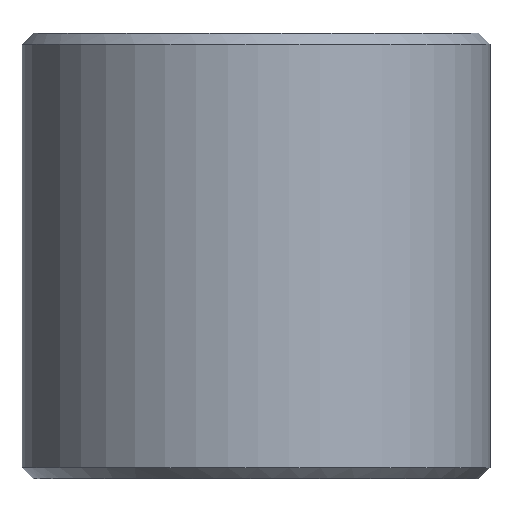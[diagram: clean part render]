
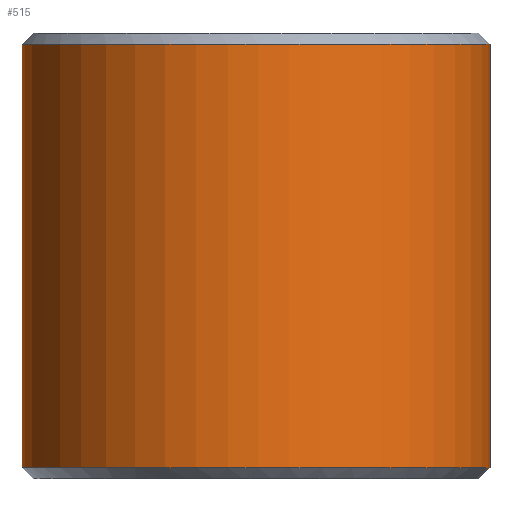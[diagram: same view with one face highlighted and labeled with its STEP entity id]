
A CAD part, front view. The second image highlights one B-rep face of the part: STEP entity #515.
In plain terms, the highlighted free-form (B-spline) face has degree [1, 3] with [2, 7] control points.
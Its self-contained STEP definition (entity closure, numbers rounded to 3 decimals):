
#10 = CARTESIAN_POINT ( 'NONE',  ( 21., -12.302, -39. ) ) ;
#51 = CARTESIAN_POINT ( 'NONE',  ( -12.302, -21., -39. ) ) ;
#59 = VERTEX_POINT ( 'NONE', #177 ) ;
#61 = CARTESIAN_POINT ( 'NONE',  ( 12.302, -21., -1. ) ) ;
#68 = CARTESIAN_POINT ( 'NONE',  ( -12.302, -21., -39. ) ) ;
#87 = CARTESIAN_POINT ( 'NONE',  ( 21., -12.302, -1. ) ) ;
#95 = CARTESIAN_POINT ( 'NONE',  ( 12.302, -21., -39. ) ) ;
#99 = CARTESIAN_POINT ( 'NONE',  ( -21., -12.302, -39. ) ) ;
#112 = CARTESIAN_POINT ( 'NONE',  ( 0., -21., -39. ) ) ;
#134 = CARTESIAN_POINT ( 'NONE',  ( 0., -21., -1. ) ) ;
#141 = VERTEX_POINT ( 'NONE', #222 ) ;
#146 = CARTESIAN_POINT ( 'NONE',  ( -21., 0., -1. ) ) ;
#149 = CARTESIAN_POINT ( 'NONE',  ( -21., 0., -39. ) ) ;
#155 = CARTESIAN_POINT ( 'NONE',  ( 0., -21., -39. ) ) ;
#157 = CARTESIAN_POINT ( 'NONE',  ( -21., 0., -39. ) ) ;
#160 = CARTESIAN_POINT ( 'NONE',  ( 12.302, -21., -39. ) ) ;
#168 = CARTESIAN_POINT ( 'NONE',  ( 21., 0., -39. ) ) ;
#172 = CARTESIAN_POINT ( 'NONE',  ( 21., 0., -39. ) ) ;
#176 = CARTESIAN_POINT ( 'NONE',  ( 21., 0., -1. ) ) ;
#177 = CARTESIAN_POINT ( 'NONE',  ( -21., 0., -1. ) ) ;
#190 = B_SPLINE_CURVE_WITH_KNOTS ( 'NONE', 1,
 ( #567, #146 ),
 .UNSPECIFIED., .F., .F.,
 ( 2, 2 ),
 ( -1., 0. ),
 .UNSPECIFIED. ) ;
#193 = CARTESIAN_POINT ( 'NONE',  ( -12.302, -21., -1. ) ) ;
#203 = CARTESIAN_POINT ( 'NONE',  ( 21., -12.302, -39. ) ) ;
#204 = VERTEX_POINT ( 'NONE', #149 ) ;
#219 = CARTESIAN_POINT ( 'NONE',  ( 0., -21., -1. ) ) ;
#222 = CARTESIAN_POINT ( 'NONE',  ( 21., 0., -1. ) ) ;
#237 = CARTESIAN_POINT ( 'NONE',  ( 21., 0., -1. ) ) ;
#238 = ORIENTED_EDGE ( 'NONE', *, *, #315, .T. ) ;
#245 = ORIENTED_EDGE ( 'NONE', *, *, #295, .F. ) ;
#262 = CARTESIAN_POINT ( 'NONE',  ( 21., 0., -1. ) ) ;
#268 = CARTESIAN_POINT ( 'NONE',  ( -21., 0., -1. ) ) ;
#271 = CARTESIAN_POINT ( 'NONE',  ( 21., 0., -39. ) ) ;
#290 = VERTEX_POINT ( 'NONE', #168 ) ;
#293 =( BOUNDED_CURVE ( )  B_SPLINE_CURVE ( 3, ( #510, #203, #160, #112, #68, #561, #157 ),
 .UNSPECIFIED., .F., .T. ) 
 B_SPLINE_CURVE_WITH_KNOTS ( ( 4, 3, 4 ),
 ( -3.142, -1.571, 0. ),
 .UNSPECIFIED. ) 
 CURVE ( )  GEOMETRIC_REPRESENTATION_ITEM ( )  RATIONAL_B_SPLINE_CURVE ( ( 1., 0.805, 0.805, 1., 0.805, 0.805, 1. ) ) 
 REPRESENTATION_ITEM ( '' )  );
#295 = EDGE_CURVE ( 'NONE', #141, #290, #437, .T. ) ;
#315 = EDGE_CURVE ( 'NONE', #141, #59, #556, .T. ) ;
#364 = FACE_OUTER_BOUND ( 'NONE', #551, .T. ) ;
#374 = ORIENTED_EDGE ( 'NONE', *, *, #387, .F. ) ;
#380 = EDGE_CURVE ( 'NONE', #204, #59, #190, .T. ) ;
#387 = EDGE_CURVE ( 'NONE', #290, #204, #293, .T. ) ;
#407 = CARTESIAN_POINT ( 'NONE',  ( 21., -12.302, -1. ) ) ;
#437 = B_SPLINE_CURVE_WITH_KNOTS ( 'NONE', 1,
 ( #262, #172 ),
 .UNSPECIFIED., .F., .F.,
 ( 2, 2 ),
 ( -1., 0. ),
 .UNSPECIFIED. ) ;
#443 = CARTESIAN_POINT ( 'NONE',  ( 12.302, -21., -1. ) ) ;
#477 = CARTESIAN_POINT ( 'NONE',  ( -12.302, -21., -1. ) ) ;
#479 = CARTESIAN_POINT ( 'NONE',  ( -21., -12.302, -1. ) ) ;
#490 = CARTESIAN_POINT ( 'NONE',  ( -21., 0., -39. ) ) ;
#493 =( BOUNDED_SURFACE ( )  B_SPLINE_SURFACE ( 1, 3, ( 
 ( #490, #99, #51, #155, #95, #10, #271 ),
 ( #268, #538, #193, #134, #61, #407, #237 ) ),
 .UNSPECIFIED., .F., .F., .F. ) 
 B_SPLINE_SURFACE_WITH_KNOTS ( ( 2, 2 ),
 ( 4, 3, 4 ),
 ( 0., 1. ),
 ( 0., 0.5, 1. ),
 .UNSPECIFIED. ) 
 GEOMETRIC_REPRESENTATION_ITEM ( )  RATIONAL_B_SPLINE_SURFACE ( (
 ( 1., 0.805, 0.805, 1., 0.805, 0.805, 1.),
 ( 1., 0.805, 0.805, 1., 0.805, 0.805, 1.) ) ) 
 REPRESENTATION_ITEM ( '' )  SURFACE ( )  );
#499 = ORIENTED_EDGE ( 'NONE', *, *, #380, .F. ) ;
#510 = CARTESIAN_POINT ( 'NONE',  ( 21., 0., -39. ) ) ;
#515 = ADVANCED_FACE ( 'NONE', ( #364 ), #493, .F. ) ;
#532 = CARTESIAN_POINT ( 'NONE',  ( -21., 0., -1. ) ) ;
#538 = CARTESIAN_POINT ( 'NONE',  ( -21., -12.302, -1. ) ) ;
#551 = EDGE_LOOP ( 'NONE', ( #245, #238, #499, #374 ) ) ;
#556 =( BOUNDED_CURVE ( )  B_SPLINE_CURVE ( 3, ( #176, #87, #443, #219, #477, #479, #532 ),
 .UNSPECIFIED., .F., .T. ) 
 B_SPLINE_CURVE_WITH_KNOTS ( ( 4, 3, 4 ),
 ( -3.142, -1.571, 0. ),
 .UNSPECIFIED. ) 
 CURVE ( )  GEOMETRIC_REPRESENTATION_ITEM ( )  RATIONAL_B_SPLINE_CURVE ( ( 1., 0.805, 0.805, 1., 0.805, 0.805, 1. ) ) 
 REPRESENTATION_ITEM ( '' )  );
#561 = CARTESIAN_POINT ( 'NONE',  ( -21., -12.302, -39. ) ) ;
#567 = CARTESIAN_POINT ( 'NONE',  ( -21., 0., -39. ) ) ;
